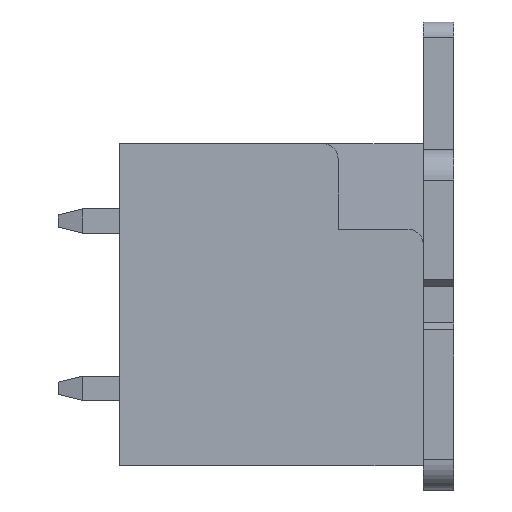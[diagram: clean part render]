
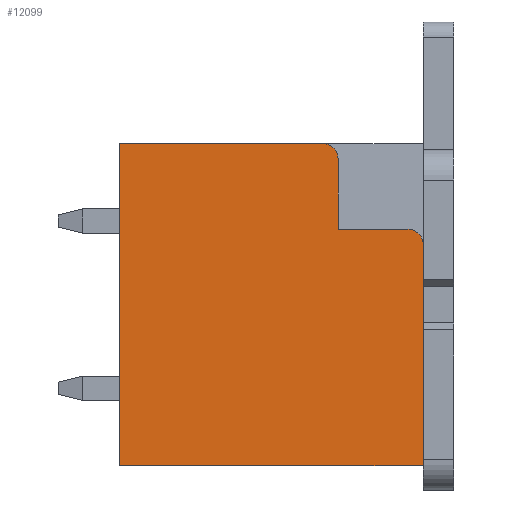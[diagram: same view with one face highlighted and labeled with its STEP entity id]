
A CAD part, left-side view. The second image highlights one B-rep face of the part: STEP entity #12099.
In plain terms, the highlighted planar face has unit normal (-1, 0, 0).
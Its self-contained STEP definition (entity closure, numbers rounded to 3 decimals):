
#571=CIRCLE('',#13058,0.5);
#572=CIRCLE('',#13059,0.5);
#3003=ORIENTED_EDGE('',*,*,#5118,.F.);
#3004=ORIENTED_EDGE('',*,*,#5301,.T.);
#3005=ORIENTED_EDGE('',*,*,#5302,.T.);
#3006=ORIENTED_EDGE('',*,*,#5303,.T.);
#3007=ORIENTED_EDGE('',*,*,#5304,.T.);
#3008=ORIENTED_EDGE('',*,*,#4169,.F.);
#3009=ORIENTED_EDGE('',*,*,#4236,.F.);
#3010=ORIENTED_EDGE('',*,*,#4100,.F.);
#4100=EDGE_CURVE('',#5806,#5807,#6907,.T.);
#4169=EDGE_CURVE('',#5874,#5875,#6973,.T.);
#4236=EDGE_CURVE('',#5807,#5874,#7035,.T.);
#5118=EDGE_CURVE('',#6497,#5806,#7716,.T.);
#5301=EDGE_CURVE('',#6497,#6591,#571,.F.);
#5302=EDGE_CURVE('',#6591,#6592,#7862,.T.);
#5303=EDGE_CURVE('',#6592,#6593,#7863,.T.);
#5304=EDGE_CURVE('',#6593,#5875,#572,.F.);
#5806=VERTEX_POINT('',#16837);
#5807=VERTEX_POINT('',#16839);
#5874=VERTEX_POINT('',#16975);
#5875=VERTEX_POINT('',#16977);
#6497=VERTEX_POINT('',#18939);
#6591=VERTEX_POINT('',#19320);
#6592=VERTEX_POINT('',#19322);
#6593=VERTEX_POINT('',#19324);
#6907=LINE('',#16838,#8285);
#6973=LINE('',#16976,#8351);
#7035=LINE('',#17111,#8413);
#7716=LINE('',#18940,#9094);
#7862=LINE('',#19321,#9240);
#7863=LINE('',#19323,#9241);
#8285=VECTOR('',#13427,1000.);
#8351=VECTOR('',#13501,1000.);
#8413=VECTOR('',#13601,1000.);
#9094=VECTOR('',#15360,1000.);
#9240=VECTOR('',#15772,1000.);
#9241=VECTOR('',#15773,1000.);
#10162=EDGE_LOOP('',(#3003,#3004,#3005,#3006,#3007,#3008,#3009,#3010));
#10939=FACE_BOUND('',#10162,.T.);
#11472=PLANE('',#13057);
#12099=ADVANCED_FACE('',(#10939),#11472,.F.);
#13057=AXIS2_PLACEMENT_3D('',#19318,#15768,#15769);
#13058=AXIS2_PLACEMENT_3D('',#19319,#15770,#15771);
#13059=AXIS2_PLACEMENT_3D('',#19325,#15774,#15775);
#13427=DIRECTION('',(0.,1.,0.));
#13501=DIRECTION('',(0.,-1.,0.));
#13601=DIRECTION('',(0.,0.,1.));
#15360=DIRECTION('',(0.,0.,-1.));
#15768=DIRECTION('',(1.,0.,0.));
#15769=DIRECTION('',(0.,0.,-1.));
#15770=DIRECTION('',(1.,0.,0.));
#15771=DIRECTION('',(0.,0.,-1.));
#15772=DIRECTION('',(0.,1.,0.));
#15773=DIRECTION('',(0.,0.,1.));
#15774=DIRECTION('',(1.,0.,0.));
#15775=DIRECTION('',(0.,0.,-1.));
#16837=CARTESIAN_POINT('',(-14.,-5.,-5.3));
#16838=CARTESIAN_POINT('',(-14.,-5.,-5.3));
#16839=CARTESIAN_POINT('',(-14.,5.,-5.3));
#16975=CARTESIAN_POINT('',(-14.,5.,5.3));
#16976=CARTESIAN_POINT('',(-14.,5.,5.3));
#16977=CARTESIAN_POINT('',(-14.,-1.7,5.3));
#17111=CARTESIAN_POINT('',(-14.,5.,-5.3));
#18939=CARTESIAN_POINT('',(-14.,-5.,1.98));
#18940=CARTESIAN_POINT('',(-14.,-5.,5.3));
#19318=CARTESIAN_POINT('',(-14.,0.,0.));
#19319=CARTESIAN_POINT('',(-14.,-4.5,1.98));
#19320=CARTESIAN_POINT('',(-14.,-4.5,2.48));
#19321=CARTESIAN_POINT('',(-14.,-5.,2.48));
#19322=CARTESIAN_POINT('',(-14.,-2.2,2.48));
#19323=CARTESIAN_POINT('',(-14.,-2.2,2.48));
#19324=CARTESIAN_POINT('',(-14.,-2.2,4.8));
#19325=CARTESIAN_POINT('',(-14.,-1.7,4.8));
